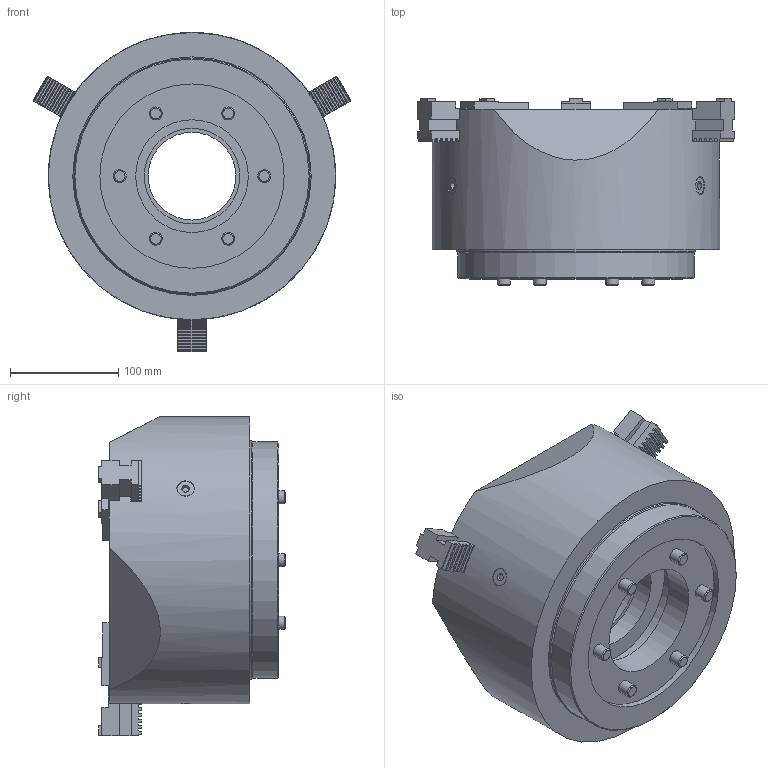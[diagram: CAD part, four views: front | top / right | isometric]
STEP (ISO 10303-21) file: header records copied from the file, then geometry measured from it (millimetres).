
FILE_DESCRIPTION( ( 'STEP AP214' ), '1' );
FILE_NAME( 'SCHUNK-1366710 ROTA THW3 265-81 Z170-GBK_ 0.stp', '2022-06-09T07:23:25', ( 'License CC BY-ND 4.0' ), ( 'CADENAS' ), ' ', 'PARTsolutions', ' ' );
FILE_SCHEMA( ( 'AUTOMOTIVE_DESIGN { 1 0 10303 214 1 1 1 1 }' ) );
Length unit declared in the file: millimetre
Products named in the file (3): SCHUNK-1366710 ROTA THW3 265-81 Z170-GBK, 0; _SCHUNK-1380411 FTK265-81 Z170; _SCHUNK-0159101 gba265-81
Assembly tree (4 placements, depth 2):
  SCHUNK-1366710 ROTA THW3 265-81 Z170-GBK, 0
    _SCHUNK-1380411 FTK265-81 Z170
    _SCHUNK-0159101 gba265-81  x3
Bounding box: 293.25 x 172.3 x 294.3 mm (x, y, z)
Volume: 6908990.5 mm3; surface area: 372044.6 mm2
Topology: 4 solids, 7 shells, 777 faces, 2103 edges, 1396 vertices
Faces by surface type: plane 470, cylinder 283, cone 23, sphere 1
Full cylindrical faces by diameter (mm): 2 x1, 4.917 x6, 7 x4, 8 x1, 10.106 x6, 12 x6, 13 x6, 15 x6, 16 x3, 17 x1, 24 x3, 26 x3, 81 x1, 82 x1, 88 x1, 104 x1, 123 x1, 170 x1, 218 x1, 220 x1, 265 x1
Entity records: 15317 total; most frequent: CARTESIAN_POINT 2353, DIRECTION 2057, ORIENTED_EDGE 1864, EDGE_CURVE 932, AXIS2_PLACEMENT_3D 719, VERTEX_POINT 661, LINE 619, VECTOR 619
